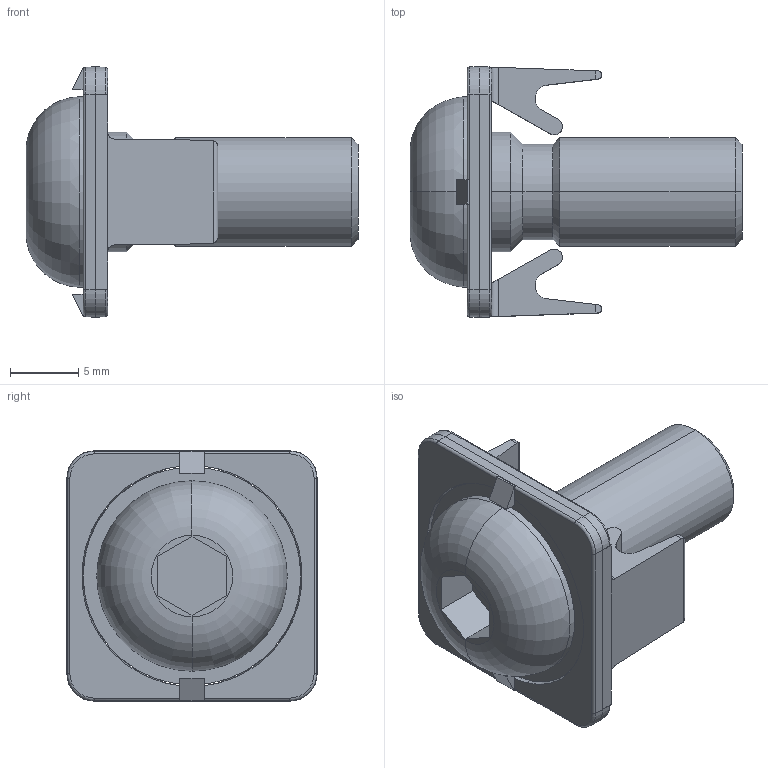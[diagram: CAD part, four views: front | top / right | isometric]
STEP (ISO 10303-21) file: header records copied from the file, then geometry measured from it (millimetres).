
FILE_DESCRIPTION (( 'STEP AP214' ), '1' );
FILE_NAME ('FIXE08E1550-Fixation standard 8 40 E.step', '2023-03-24T10:04:49', ( 'Altae' ), ( '' ), 'SwSTEP 2.0', 'SolidWorks 2021', '' );
FILE_SCHEMA (( 'AUTOMOTIVE_DESIGN' ));
Length unit declared in the file: millimetre
Products named in the file (1): FIXE08E1550-Fixation standard 8 40 E
Bounding box: 24.4 x 18.4 x 18.4 mm (x, y, z)
Volume: 2208.2 mm3; surface area: 2266.3 mm2
Topology: 3 solids, 3 shells, 123 faces, 297 edges, 180 vertices
Faces by surface type: plane 58, cylinder 37, cone 18, torus 10
Entity records: 3655 total; most frequent: CARTESIAN_POINT 771, DIRECTION 597, ORIENTED_EDGE 594, EDGE_CURVE 297, AXIS2_PLACEMENT_3D 214, VERTEX_POINT 180, VECTOR 169, LINE 169
